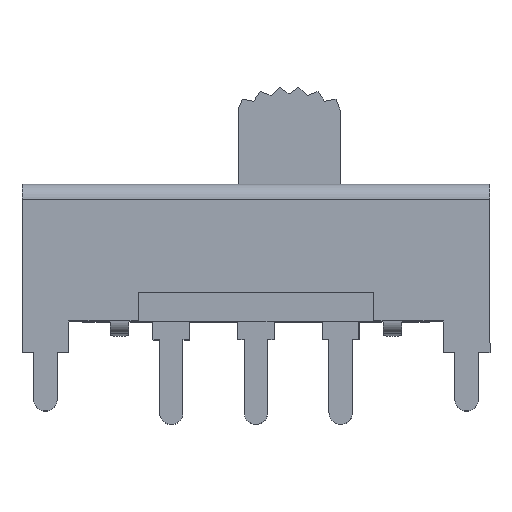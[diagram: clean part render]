
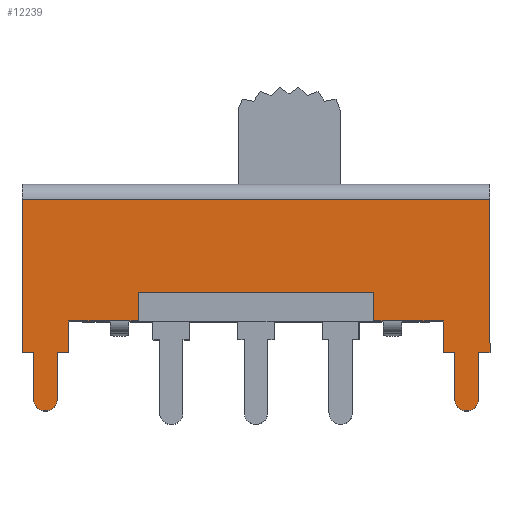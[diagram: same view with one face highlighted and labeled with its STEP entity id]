
A CAD part, top view. The second image highlights one B-rep face of the part: STEP entity #12239.
In plain terms, the highlighted planar face has unit normal (0, 0, 1).
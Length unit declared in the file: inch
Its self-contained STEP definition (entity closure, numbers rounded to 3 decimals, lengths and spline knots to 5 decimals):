
#498=CIRCLE('',#13068,0.025);
#499=CIRCLE('',#13069,0.025);
#885=FACE_OUTER_BOUND('',#1471,.T.);
#1471=EDGE_LOOP('',(#9342,#9343,#9344,#9345,#9346,#9347,#9348,#9349,#9350,
#9351,#9352,#9353,#9354,#9355,#9356,#9357,#9358,#9359,#9360,#9361,#9362,
#9363,#9364,#9365));
#2625=LINE('',#18959,#4014);
#2629=LINE('',#18971,#4018);
#2631=LINE('',#18975,#4020);
#2632=LINE('',#18977,#4021);
#2633=LINE('',#18979,#4022);
#2634=LINE('',#18983,#4023);
#2635=LINE('',#18985,#4024);
#2636=LINE('',#18987,#4025);
#2637=LINE('',#18989,#4026);
#2638=LINE('',#18990,#4027);
#2639=LINE('',#18992,#4028);
#2640=LINE('',#18994,#4029);
#2641=LINE('',#18996,#4030);
#2642=LINE('',#18998,#4031);
#2643=LINE('',#18999,#4032);
#2644=LINE('',#19001,#4033);
#2645=LINE('',#19003,#4034);
#2646=LINE('',#19005,#4035);
#2647=LINE('',#19007,#4036);
#2648=LINE('',#19009,#4037);
#2649=LINE('',#19013,#4038);
#2650=LINE('',#19014,#4039);
#4014=VECTOR('',#15375,0.3937);
#4018=VECTOR('',#15387,0.3937);
#4020=VECTOR('',#15391,0.3937);
#4021=VECTOR('',#15392,0.3937);
#4022=VECTOR('',#15393,0.3937);
#4023=VECTOR('',#15396,0.3937);
#4024=VECTOR('',#15397,0.3937);
#4025=VECTOR('',#15398,0.3937);
#4026=VECTOR('',#15399,0.3937);
#4027=VECTOR('',#15400,0.3937);
#4028=VECTOR('',#15401,0.3937);
#4029=VECTOR('',#15402,0.3937);
#4030=VECTOR('',#15403,0.3937);
#4031=VECTOR('',#15404,0.3937);
#4032=VECTOR('',#15405,0.3937);
#4033=VECTOR('',#15406,0.3937);
#4034=VECTOR('',#15407,0.3937);
#4035=VECTOR('',#15408,0.3937);
#4036=VECTOR('',#15409,0.3937);
#4037=VECTOR('',#15410,0.3937);
#4038=VECTOR('',#15413,0.3937);
#4039=VECTOR('',#15414,0.3937);
#5260=VERTEX_POINT('',#18708);
#5279=VERTEX_POINT('',#18751);
#5357=VERTEX_POINT('',#18956);
#5358=VERTEX_POINT('',#18958);
#5362=VERTEX_POINT('',#18969);
#5363=VERTEX_POINT('',#18974);
#5364=VERTEX_POINT('',#18976);
#5365=VERTEX_POINT('',#18978);
#5366=VERTEX_POINT('',#18980);
#5367=VERTEX_POINT('',#18982);
#5368=VERTEX_POINT('',#18984);
#5369=VERTEX_POINT('',#18986);
#5370=VERTEX_POINT('',#18988);
#5371=VERTEX_POINT('',#18991);
#5372=VERTEX_POINT('',#18993);
#5373=VERTEX_POINT('',#18995);
#5374=VERTEX_POINT('',#18997);
#5375=VERTEX_POINT('',#19000);
#5376=VERTEX_POINT('',#19002);
#5377=VERTEX_POINT('',#19004);
#5378=VERTEX_POINT('',#19006);
#5379=VERTEX_POINT('',#19008);
#5380=VERTEX_POINT('',#19010);
#5381=VERTEX_POINT('',#19012);
#6823=EDGE_CURVE('',#5358,#5357,#2625,.T.);
#6830=EDGE_CURVE('',#5362,#5357,#2629,.T.);
#6832=EDGE_CURVE('',#5362,#5363,#2631,.T.);
#6833=EDGE_CURVE('',#5363,#5364,#2632,.T.);
#6834=EDGE_CURVE('',#5364,#5365,#2633,.T.);
#6835=EDGE_CURVE('',#5366,#5365,#498,.T.);
#6836=EDGE_CURVE('',#5366,#5367,#2634,.T.);
#6837=EDGE_CURVE('',#5367,#5368,#2635,.T.);
#6838=EDGE_CURVE('',#5368,#5369,#2636,.T.);
#6839=EDGE_CURVE('',#5369,#5370,#2637,.T.);
#6840=EDGE_CURVE('',#5260,#5370,#2638,.T.);
#6841=EDGE_CURVE('',#5260,#5371,#2639,.T.);
#6842=EDGE_CURVE('',#5371,#5372,#2640,.T.);
#6843=EDGE_CURVE('',#5372,#5373,#2641,.T.);
#6844=EDGE_CURVE('',#5373,#5374,#2642,.T.);
#6845=EDGE_CURVE('',#5374,#5279,#2643,.T.);
#6846=EDGE_CURVE('',#5375,#5279,#2644,.T.);
#6847=EDGE_CURVE('',#5375,#5376,#2645,.T.);
#6848=EDGE_CURVE('',#5376,#5377,#2646,.T.);
#6849=EDGE_CURVE('',#5377,#5378,#2647,.T.);
#6850=EDGE_CURVE('',#5378,#5379,#2648,.T.);
#6851=EDGE_CURVE('',#5380,#5379,#499,.T.);
#6852=EDGE_CURVE('',#5380,#5381,#2649,.T.);
#6853=EDGE_CURVE('',#5381,#5358,#2650,.T.);
#9342=ORIENTED_EDGE('',*,*,#6830,.F.);
#9343=ORIENTED_EDGE('',*,*,#6832,.T.);
#9344=ORIENTED_EDGE('',*,*,#6833,.T.);
#9345=ORIENTED_EDGE('',*,*,#6834,.T.);
#9346=ORIENTED_EDGE('',*,*,#6835,.F.);
#9347=ORIENTED_EDGE('',*,*,#6836,.T.);
#9348=ORIENTED_EDGE('',*,*,#6837,.T.);
#9349=ORIENTED_EDGE('',*,*,#6838,.T.);
#9350=ORIENTED_EDGE('',*,*,#6839,.T.);
#9351=ORIENTED_EDGE('',*,*,#6840,.F.);
#9352=ORIENTED_EDGE('',*,*,#6841,.T.);
#9353=ORIENTED_EDGE('',*,*,#6842,.T.);
#9354=ORIENTED_EDGE('',*,*,#6843,.T.);
#9355=ORIENTED_EDGE('',*,*,#6844,.T.);
#9356=ORIENTED_EDGE('',*,*,#6845,.T.);
#9357=ORIENTED_EDGE('',*,*,#6846,.F.);
#9358=ORIENTED_EDGE('',*,*,#6847,.T.);
#9359=ORIENTED_EDGE('',*,*,#6848,.T.);
#9360=ORIENTED_EDGE('',*,*,#6849,.T.);
#9361=ORIENTED_EDGE('',*,*,#6850,.T.);
#9362=ORIENTED_EDGE('',*,*,#6851,.F.);
#9363=ORIENTED_EDGE('',*,*,#6852,.T.);
#9364=ORIENTED_EDGE('',*,*,#6853,.T.);
#9365=ORIENTED_EDGE('',*,*,#6823,.T.);
#11192=PLANE('',#13067);
#12239=ADVANCED_FACE('',(#885),#11192,.T.);
#13067=AXIS2_PLACEMENT_3D('',#18973,#15389,#15390);
#13068=AXIS2_PLACEMENT_3D('',#18981,#15394,#15395);
#13069=AXIS2_PLACEMENT_3D('',#19011,#15411,#15412);
#15375=DIRECTION('',(0.,1.,0.));
#15387=DIRECTION('',(1.,0.,0.));
#15389=DIRECTION('center_axis',(0.,0.,1.));
#15390=DIRECTION('ref_axis',(1.,0.,0.));
#15391=DIRECTION('',(0.,-1.,0.));
#15392=DIRECTION('',(1.,0.,0.));
#15393=DIRECTION('',(0.,-1.,0.));
#15394=DIRECTION('center_axis',(0.,0.,-1.));
#15395=DIRECTION('ref_axis',(-0.707,-0.707,0.));
#15396=DIRECTION('',(0.,1.,0.));
#15397=DIRECTION('',(1.,0.,0.));
#15398=DIRECTION('',(0.,1.,0.));
#15399=DIRECTION('',(1.,0.,0.));
#15400=DIRECTION('',(-1.,0.,0.));
#15401=DIRECTION('',(1.,0.,0.));
#15402=DIRECTION('',(0.,1.,0.));
#15403=DIRECTION('',(1.,0.,0.));
#15404=DIRECTION('',(0.,-1.,0.));
#15405=DIRECTION('',(1.,0.,0.));
#15406=DIRECTION('',(-1.,0.,0.));
#15407=DIRECTION('',(1.,0.,0.));
#15408=DIRECTION('',(0.,-1.,0.));
#15409=DIRECTION('',(1.,0.,0.));
#15410=DIRECTION('',(0.,-1.,0.));
#15411=DIRECTION('center_axis',(0.,0.,-1.));
#15412=DIRECTION('ref_axis',(-0.707,-0.707,0.));
#15413=DIRECTION('',(0.,1.,0.));
#15414=DIRECTION('',(1.,0.,0.));
#18708=CARTESIAN_POINT('',(-0.44081,0.102,0.09464));
#18751=CARTESIAN_POINT('',(0.10219,0.102,0.09464));
#18956=CARTESIAN_POINT('',(0.33069,0.362,0.09464));
#18958=CARTESIAN_POINT('',(0.33069,0.035,0.09464));
#18959=CARTESIAN_POINT('',(0.33069,0.394,0.09464));
#18969=CARTESIAN_POINT('',(-0.66931,0.362,0.09464));
#18971=CARTESIAN_POINT('',(-0.16931,0.362,0.09464));
#18973=CARTESIAN_POINT('Origin',(-0.16931,-0.09,
0.09464));
#18974=CARTESIAN_POINT('',(-0.66931,0.035,0.09464));
#18975=CARTESIAN_POINT('',(-0.66931,0.394,0.09464));
#18976=CARTESIAN_POINT('',(-0.64431,0.035,0.09464));
#18977=CARTESIAN_POINT('',(-0.40681,0.035,0.09464));
#18978=CARTESIAN_POINT('',(-0.64431,-0.065,0.09464));
#18979=CARTESIAN_POINT('',(-0.64431,-0.09,0.09464));
#18980=CARTESIAN_POINT('',(-0.59431,-0.065,0.09464));
#18981=CARTESIAN_POINT('Origin',(-0.61931,-0.065,
0.09464));
#18982=CARTESIAN_POINT('',(-0.59431,0.035,0.09464));
#18983=CARTESIAN_POINT('',(-0.59431,-0.0275,0.09464));
#18984=CARTESIAN_POINT('',(-0.56931,0.035,0.09464));
#18985=CARTESIAN_POINT('',(-0.36931,0.035,0.09464));
#18986=CARTESIAN_POINT('',(-0.56931,0.102,0.09464));
#18987=CARTESIAN_POINT('',(-0.56931,0.006,0.09464));
#18988=CARTESIAN_POINT('',(-0.48081,0.102,0.09464));
#18989=CARTESIAN_POINT('',(-0.32506,0.102,0.09464));
#18990=CARTESIAN_POINT('',(-0.16931,0.102,0.09464));
#18991=CARTESIAN_POINT('',(-0.42081,0.102,0.09464));
#18992=CARTESIAN_POINT('',(-0.29506,0.102,0.09464));
#18993=CARTESIAN_POINT('',(-0.42081,0.162,0.09464));
#18994=CARTESIAN_POINT('',(-0.42081,0.036,0.09464));
#18995=CARTESIAN_POINT('',(0.08219,0.162,0.09464));
#18996=CARTESIAN_POINT('',(-0.04356,0.162,0.09464));
#18997=CARTESIAN_POINT('',(0.08219,0.102,0.09464));
#18998=CARTESIAN_POINT('',(0.08219,0.006,0.09464));
#18999=CARTESIAN_POINT('',(-0.03356,0.102,0.09464));
#19000=CARTESIAN_POINT('',(0.14219,0.102,0.09464));
#19001=CARTESIAN_POINT('',(-0.16931,0.102,0.09464));
#19002=CARTESIAN_POINT('',(0.23069,0.102,0.09464));
#19003=CARTESIAN_POINT('',(0.03069,0.102,0.09464));
#19004=CARTESIAN_POINT('',(0.23069,0.035,0.09464));
#19005=CARTESIAN_POINT('',(0.23069,-0.0275,0.09464));
#19006=CARTESIAN_POINT('',(0.25569,0.035,0.09464));
#19007=CARTESIAN_POINT('',(0.04319,0.035,0.09464));
#19008=CARTESIAN_POINT('',(0.25569,-0.065,0.09464));
#19009=CARTESIAN_POINT('',(0.25569,-0.09,0.09464));
#19010=CARTESIAN_POINT('',(0.30569,-0.065,0.09464));
#19011=CARTESIAN_POINT('Origin',(0.28069,-0.065,
0.09464));
#19012=CARTESIAN_POINT('',(0.30569,0.035,0.09464));
#19013=CARTESIAN_POINT('',(0.30569,-0.0275,0.09464));
#19014=CARTESIAN_POINT('',(0.08069,0.035,0.09464));
